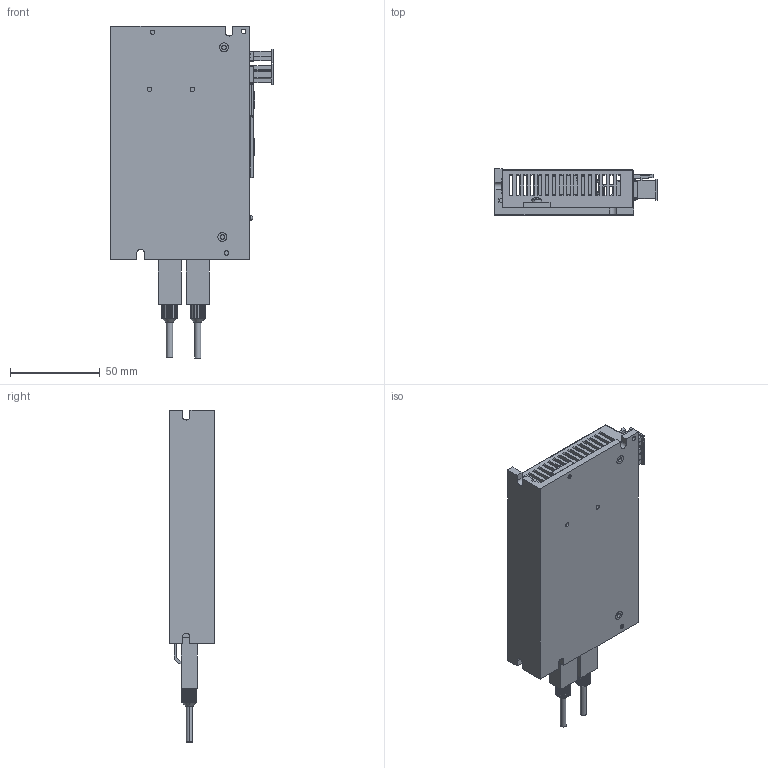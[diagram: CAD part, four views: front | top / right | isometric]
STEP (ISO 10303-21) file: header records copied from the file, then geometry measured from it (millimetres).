
FILE_DESCRIPTION (( 'STEP AP203' ), '1' );
FILE_NAME ('SSDC-R.STEP', '2018-01-25T05:20:02', ( '' ), ( '' ), 'SwSTEP 2.0', 'SolidWorks 2015', '' );
FILE_SCHEMA (( 'CONFIG_CONTROL_DESIGN' ));
Length unit declared in the file: millimetre
Products named in the file (1): SSDC-R
Bounding box: 90.42 x 25.5 x 185 mm (x, y, z)
Surface area: 99204.8 mm2 (no closed solid volume)
Topology: 0 solids, 133 shells, 5038 faces, 15890 edges, 11146 vertices
Faces by surface type: plane 3829, cylinder 765, bspline 338, cone 99, sphere 6, torus 1
Entity records: 189498 total; most frequent: CARTESIAN_POINT 50346, ORIENTED_EDGE 28693, DIRECTION 26593, EDGE_CURVE 15882, VECTOR 12587, LINE 12587, VERTEX_POINT 11146, AXIS2_PLACEMENT_3D 7003
